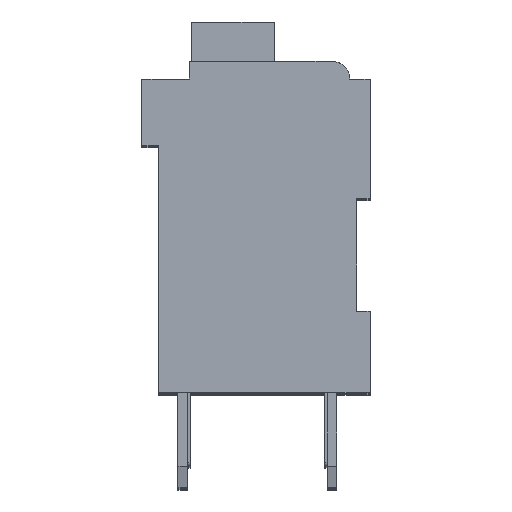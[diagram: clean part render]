
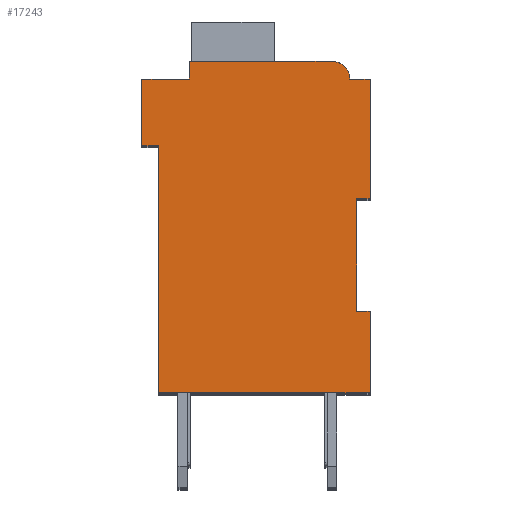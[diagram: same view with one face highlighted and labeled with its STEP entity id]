
A CAD part, top view. The second image highlights one B-rep face of the part: STEP entity #17243.
In plain terms, the highlighted planar face has unit normal (0, 0, 1).
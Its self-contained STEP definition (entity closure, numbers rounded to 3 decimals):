
#2816=DIRECTION('',(1.,0.,0.));
#2817=VECTOR('',#2816,0.5);
#2818=CARTESIAN_POINT('',(7.3,7.15,2.1));
#2819=LINE('',#2818,#2817);
#2820=DIRECTION('',(0.,1.,0.));
#2821=VECTOR('',#2820,4.15);
#2822=CARTESIAN_POINT('',(7.3,3.,2.1));
#2823=LINE('',#2822,#2821);
#2824=DIRECTION('',(-1.,0.,0.));
#2825=VECTOR('',#2824,0.5);
#2826=CARTESIAN_POINT('',(7.8,3.,2.1));
#2827=LINE('',#2826,#2825);
#2828=DIRECTION('',(0.,1.,0.));
#2829=VECTOR('',#2828,3.);
#2830=CARTESIAN_POINT('',(7.8,0.,2.1));
#2831=LINE('',#2830,#2829);
#2832=DIRECTION('',(1.,0.,0.));
#2833=VECTOR('',#2832,7.8);
#2834=CARTESIAN_POINT('',(0.,0.,2.1));
#2835=LINE('',#2834,#2833);
#2836=DIRECTION('',(0.,-1.,0.));
#2837=VECTOR('',#2836,9.1);
#2838=CARTESIAN_POINT('',(0.,9.1,2.1));
#2839=LINE('',#2838,#2837);
#2840=DIRECTION('',(1.,0.,0.));
#2841=VECTOR('',#2840,0.6);
#2842=CARTESIAN_POINT('',(-0.6,9.1,2.1));
#2843=LINE('',#2842,#2841);
#2844=DIRECTION('',(0.,-1.,0.));
#2845=VECTOR('',#2844,2.45);
#2846=CARTESIAN_POINT('',(-0.6,11.55,2.1));
#2847=LINE('',#2846,#2845);
#2848=DIRECTION('',(-1.,0.,0.));
#2849=VECTOR('',#2848,1.75);
#2850=CARTESIAN_POINT('',(1.15,11.55,2.1));
#2851=LINE('',#2850,#2849);
#2852=DIRECTION('',(0.,-1.,0.));
#2853=VECTOR('',#2852,0.65);
#2854=CARTESIAN_POINT('',(1.15,12.2,2.1));
#2855=LINE('',#2854,#2853);
#2856=DIRECTION('',(-1.,0.,0.));
#2857=VECTOR('',#2856,5.25);
#2858=CARTESIAN_POINT('',(6.4,12.2,2.1));
#2859=LINE('',#2858,#2857);
#2860=CARTESIAN_POINT('',(6.4,11.55,2.1));
#2861=DIRECTION('',(0.,0.,1.));
#2862=DIRECTION('',(1.,0.,0.));
#2863=AXIS2_PLACEMENT_3D('',#2860,#2861,#2862);
#2865=DIRECTION('',(-1.,0.,0.));
#2866=VECTOR('',#2865,0.75);
#2867=CARTESIAN_POINT('',(7.8,11.55,2.1));
#2868=LINE('',#2867,#2866);
#2869=DIRECTION('',(0.,1.,0.));
#2870=VECTOR('',#2869,4.4);
#2871=CARTESIAN_POINT('',(7.8,7.15,2.1));
#2872=LINE('',#2871,#2870);
#11251=CARTESIAN_POINT('',(7.3,7.15,2.1));
#11252=CARTESIAN_POINT('',(7.8,7.15,2.1));
#11253=VERTEX_POINT('',#11251);
#11254=VERTEX_POINT('',#11252);
#11255=CARTESIAN_POINT('',(7.8,11.55,2.1));
#11256=VERTEX_POINT('',#11255);
#11257=CARTESIAN_POINT('',(7.05,11.55,2.1));
#11258=VERTEX_POINT('',#11257);
#11259=CARTESIAN_POINT('',(6.4,12.2,2.1));
#11260=VERTEX_POINT('',#11259);
#11261=CARTESIAN_POINT('',(1.15,12.2,2.1));
#11262=VERTEX_POINT('',#11261);
#11263=CARTESIAN_POINT('',(1.15,11.55,2.1));
#11264=VERTEX_POINT('',#11263);
#11265=CARTESIAN_POINT('',(-0.6,11.55,2.1));
#11266=VERTEX_POINT('',#11265);
#11267=CARTESIAN_POINT('',(-0.6,9.1,2.1));
#11268=VERTEX_POINT('',#11267);
#11269=CARTESIAN_POINT('',(0.,9.1,2.1));
#11270=VERTEX_POINT('',#11269);
#11271=CARTESIAN_POINT('',(0.,0.,2.1));
#11272=VERTEX_POINT('',#11271);
#11273=CARTESIAN_POINT('',(7.8,0.,2.1));
#11274=VERTEX_POINT('',#11273);
#11275=CARTESIAN_POINT('',(7.8,3.,2.1));
#11276=VERTEX_POINT('',#11275);
#11277=CARTESIAN_POINT('',(7.3,3.,2.1));
#11278=VERTEX_POINT('',#11277);
#17219=CARTESIAN_POINT('',(0.,0.,2.1));
#17220=DIRECTION('',(0.,0.,1.));
#17221=DIRECTION('',(1.,0.,0.));
#17222=AXIS2_PLACEMENT_3D('',#17219,#17220,#17221);
#17223=PLANE('',#17222);
#17224=ORIENTED_EDGE('',*,*,#14780,.F.);
#17225=ORIENTED_EDGE('',*,*,#15359,.F.);
#17227=ORIENTED_EDGE('',*,*,#17226,.F.);
#17229=ORIENTED_EDGE('',*,*,#17228,.F.);
#17231=ORIENTED_EDGE('',*,*,#17230,.F.);
#17232=ORIENTED_EDGE('',*,*,#15566,.F.);
#17233=ORIENTED_EDGE('',*,*,#15686,.F.);
#17234=ORIENTED_EDGE('',*,*,#15900,.F.);
#17235=ORIENTED_EDGE('',*,*,#16119,.F.);
#17236=ORIENTED_EDGE('',*,*,#16188,.F.);
#17237=ORIENTED_EDGE('',*,*,#16526,.F.);
#17238=ORIENTED_EDGE('',*,*,#17021,.F.);
#17239=ORIENTED_EDGE('',*,*,#16901,.F.);
#17240=ORIENTED_EDGE('',*,*,#15095,.F.);
#17241=EDGE_LOOP('',(#17224,#17225,#17227,#17229,#17231,#17232,#17233,#17234,
#17235,#17236,#17237,#17238,#17239,#17240));
#17242=FACE_OUTER_BOUND('',#17241,.F.);
#2864=CIRCLE('',#2863,0.65);
#14780=EDGE_CURVE('',#11253,#11254,#2819,.T.);
#15095=EDGE_CURVE('',#11254,#11256,#2872,.T.);
#15359=EDGE_CURVE('',#11278,#11253,#2823,.T.);
#15566=EDGE_CURVE('',#11270,#11272,#2839,.T.);
#15686=EDGE_CURVE('',#11268,#11270,#2843,.T.);
#15900=EDGE_CURVE('',#11266,#11268,#2847,.T.);
#16119=EDGE_CURVE('',#11264,#11266,#2851,.T.);
#16188=EDGE_CURVE('',#11262,#11264,#2855,.T.);
#16526=EDGE_CURVE('',#11260,#11262,#2859,.T.);
#16901=EDGE_CURVE('',#11256,#11258,#2868,.T.);
#17021=EDGE_CURVE('',#11258,#11260,#2864,.T.);
#17226=EDGE_CURVE('',#11276,#11278,#2827,.T.);
#17228=EDGE_CURVE('',#11274,#11276,#2831,.T.);
#17230=EDGE_CURVE('',#11272,#11274,#2835,.T.);
#17243=ADVANCED_FACE('',(#17242),#17223,.T.);
